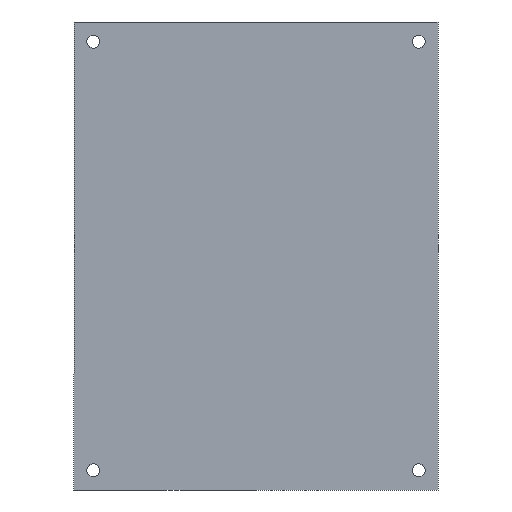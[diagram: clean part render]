
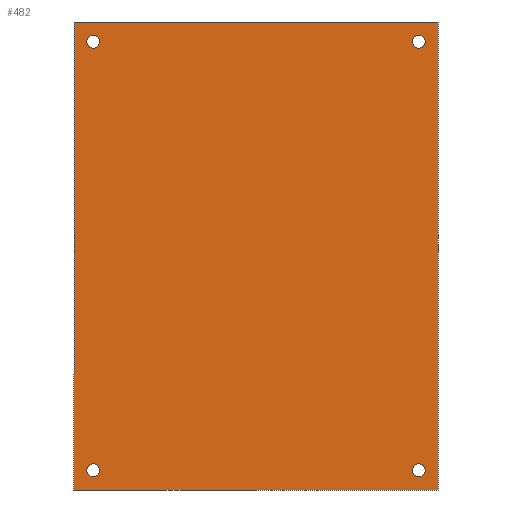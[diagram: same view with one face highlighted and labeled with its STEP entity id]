
A CAD part, front view. The second image highlights one B-rep face of the part: STEP entity #482.
In plain terms, the highlighted planar face has unit normal (0, -1, 0).
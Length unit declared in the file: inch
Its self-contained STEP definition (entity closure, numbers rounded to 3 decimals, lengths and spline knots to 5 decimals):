
#9 = EDGE_CURVE ( 'NONE', #119, #157, #469, .T. ) ;
#22 = LINE ( 'NONE', #288, #281 ) ;
#23 = CIRCLE ( 'NONE', #91, 0.125 ) ;
#27 = EDGE_CURVE ( 'NONE', #207, #362, #485, .T. ) ;
#30 = CARTESIAN_POINT ( 'NONE',  ( 3.13, -0.25, 3.9975 ) ) ;
#45 = FACE_BOUND ( 'NONE', #426, .T. ) ;
#53 = CARTESIAN_POINT ( 'NONE',  ( -3.5, -0.25, -4.5 ) ) ;
#56 = DIRECTION ( 'NONE',  ( 0., 0., 1. ) ) ;
#61 = VECTOR ( 'NONE', #481, 39.37008 ) ;
#65 = CARTESIAN_POINT ( 'NONE',  ( 3.13, -0.25, -3.9975 ) ) ;
#67 = EDGE_CURVE ( 'NONE', #157, #395, #173, .T. ) ;
#73 = PLANE ( 'NONE',  #224 ) ;
#75 = CARTESIAN_POINT ( 'NONE',  ( 3.13, -0.25, -4.2475 ) ) ;
#86 = ORIENTED_EDGE ( 'NONE', *, *, #413, .T. ) ;
#87 = CARTESIAN_POINT ( 'NONE',  ( 3.13, -0.25, 4.1225 ) ) ;
#89 = VERTEX_POINT ( 'NONE', #101 ) ;
#91 = AXIS2_PLACEMENT_3D ( 'NONE', #373, #370, #98 ) ;
#95 = DIRECTION ( 'NONE',  ( 0., 0., 1. ) ) ;
#96 = CARTESIAN_POINT ( 'NONE',  ( -3.13, -0.25, 4.1225 ) ) ;
#97 = CARTESIAN_POINT ( 'NONE',  ( -3.13, -0.25, -4.2475 ) ) ;
#98 = DIRECTION ( 'NONE',  ( 0., 0., 1. ) ) ;
#100 = EDGE_CURVE ( 'NONE', #358, #119, #22, .T. ) ;
#101 = CARTESIAN_POINT ( 'NONE',  ( 3.13, -0.25, 4.2475 ) ) ;
#105 = EDGE_CURVE ( 'NONE', #117, #201, #419, .T. ) ;
#113 = DIRECTION ( 'NONE',  ( 0., 1., 0. ) ) ;
#117 = VERTEX_POINT ( 'NONE', #253 ) ;
#118 = FACE_OUTER_BOUND ( 'NONE', #161, .T. ) ;
#119 = VERTEX_POINT ( 'NONE', #177 ) ;
#121 = EDGE_CURVE ( 'NONE', #395, #358, #294, .T. ) ;
#122 = DIRECTION ( 'NONE',  ( 0., 0., 1. ) ) ;
#134 = CARTESIAN_POINT ( 'NONE',  ( 3.13, -0.25, -4.1225 ) ) ;
#136 = EDGE_CURVE ( 'NONE', #362, #207, #399, .T. ) ;
#139 = CARTESIAN_POINT ( 'NONE',  ( 3.5, -0.25, -4.5 ) ) ;
#143 = ORIENTED_EDGE ( 'NONE', *, *, #100, .F. ) ;
#149 = EDGE_CURVE ( 'NONE', #201, #117, #243, .T. ) ;
#157 = VERTEX_POINT ( 'NONE', #480 ) ;
#161 = EDGE_LOOP ( 'NONE', ( #434, #279, #143, #433 ) ) ;
#167 = EDGE_LOOP ( 'NONE', ( #275, #403 ) ) ;
#173 = LINE ( 'NONE', #139, #61 ) ;
#175 = EDGE_CURVE ( 'NONE', #505, #475, #23, .T. ) ;
#176 = CIRCLE ( 'NONE', #456, 0.125 ) ;
#177 = CARTESIAN_POINT ( 'NONE',  ( 3.5, -0.25, 4.5 ) ) ;
#178 = DIRECTION ( 'NONE',  ( 0., 1., 0. ) ) ;
#180 = AXIS2_PLACEMENT_3D ( 'NONE', #87, #384, #122 ) ;
#199 = AXIS2_PLACEMENT_3D ( 'NONE', #378, #259, #455 ) ;
#201 = VERTEX_POINT ( 'NONE', #489 ) ;
#202 = VERTEX_POINT ( 'NONE', #30 ) ;
#203 = FACE_BOUND ( 'NONE', #167, .T. ) ;
#207 = VERTEX_POINT ( 'NONE', #65 ) ;
#224 = AXIS2_PLACEMENT_3D ( 'NONE', #477, #226, #343 ) ;
#226 = DIRECTION ( 'NONE',  ( 0., 1., 0. ) ) ;
#230 = ORIENTED_EDGE ( 'NONE', *, *, #149, .T. ) ;
#232 = CARTESIAN_POINT ( 'NONE',  ( -3.5, -0.25, -4.5 ) ) ;
#235 = EDGE_LOOP ( 'NONE', ( #385, #230 ) ) ;
#240 = CARTESIAN_POINT ( 'NONE',  ( -3.13, -0.25, -3.9975 ) ) ;
#242 = EDGE_LOOP ( 'NONE', ( #398, #302 ) ) ;
#243 = CIRCLE ( 'NONE', #371, 0.125 ) ;
#248 = DIRECTION ( 'NONE',  ( 0., 1., 0. ) ) ;
#253 = CARTESIAN_POINT ( 'NONE',  ( -3.13, -0.25, 4.2475 ) ) ;
#259 = DIRECTION ( 'NONE',  ( 0., 1., 0. ) ) ;
#261 = VECTOR ( 'NONE', #95, 39.37008 ) ;
#264 = CARTESIAN_POINT ( 'NONE',  ( -3.5, -0.25, 4.5 ) ) ;
#272 = CARTESIAN_POINT ( 'NONE',  ( 3.5, -0.25, -4.5 ) ) ;
#275 = ORIENTED_EDGE ( 'NONE', *, *, #27, .T. ) ;
#279 = ORIENTED_EDGE ( 'NONE', *, *, #9, .F. ) ;
#281 = VECTOR ( 'NONE', #484, 39.37008 ) ;
#288 = CARTESIAN_POINT ( 'NONE',  ( 3.5, -0.25, 4.5 ) ) ;
#290 = DIRECTION ( 'NONE',  ( 0., 1., 0. ) ) ;
#294 = LINE ( 'NONE', #53, #261 ) ;
#299 = EDGE_CURVE ( 'NONE', #202, #89, #498, .T. ) ;
#302 = ORIENTED_EDGE ( 'NONE', *, *, #175, .T. ) ;
#305 = CARTESIAN_POINT ( 'NONE',  ( -3.13, -0.25, -4.1225 ) ) ;
#321 = FACE_BOUND ( 'NONE', #242, .T. ) ;
#322 = ORIENTED_EDGE ( 'NONE', *, *, #299, .T. ) ;
#323 = EDGE_CURVE ( 'NONE', #475, #505, #176, .T. ) ;
#324 = DIRECTION ( 'NONE',  ( 0., 0., 1. ) ) ;
#343 = DIRECTION ( 'NONE',  ( 0., 0., 1. ) ) ;
#347 = AXIS2_PLACEMENT_3D ( 'NONE', #134, #290, #324 ) ;
#348 = CIRCLE ( 'NONE', #180, 0.125 ) ;
#349 = FACE_BOUND ( 'NONE', #235, .T. ) ;
#358 = VERTEX_POINT ( 'NONE', #264 ) ;
#362 = VERTEX_POINT ( 'NONE', #75 ) ;
#370 = DIRECTION ( 'NONE',  ( 0., 1., 0. ) ) ;
#371 = AXIS2_PLACEMENT_3D ( 'NONE', #449, #178, #447 ) ;
#373 = CARTESIAN_POINT ( 'NONE',  ( -3.13, -0.25, -4.1225 ) ) ;
#378 = CARTESIAN_POINT ( 'NONE',  ( 3.13, -0.25, 4.1225 ) ) ;
#384 = DIRECTION ( 'NONE',  ( 0., 1., 0. ) ) ;
#385 = ORIENTED_EDGE ( 'NONE', *, *, #105, .T. ) ;
#395 = VERTEX_POINT ( 'NONE', #232 ) ;
#396 = AXIS2_PLACEMENT_3D ( 'NONE', #486, #248, #56 ) ;
#398 = ORIENTED_EDGE ( 'NONE', *, *, #323, .T. ) ;
#399 = CIRCLE ( 'NONE', #347, 0.125 ) ;
#403 = ORIENTED_EDGE ( 'NONE', *, *, #136, .T. ) ;
#413 = EDGE_CURVE ( 'NONE', #89, #202, #348, .T. ) ;
#419 = CIRCLE ( 'NONE', #441, 0.125 ) ;
#426 = EDGE_LOOP ( 'NONE', ( #86, #322 ) ) ;
#431 = DIRECTION ( 'NONE',  ( 0., 0., -1. ) ) ;
#433 = ORIENTED_EDGE ( 'NONE', *, *, #121, .F. ) ;
#434 = ORIENTED_EDGE ( 'NONE', *, *, #67, .F. ) ;
#441 = AXIS2_PLACEMENT_3D ( 'NONE', #96, #488, #445 ) ;
#445 = DIRECTION ( 'NONE',  ( 0., 0., 1. ) ) ;
#447 = DIRECTION ( 'NONE',  ( 0., 0., 1. ) ) ;
#449 = CARTESIAN_POINT ( 'NONE',  ( -3.13, -0.25, 4.1225 ) ) ;
#455 = DIRECTION ( 'NONE',  ( 0., 0., 1. ) ) ;
#456 = AXIS2_PLACEMENT_3D ( 'NONE', #305, #113, #506 ) ;
#469 = LINE ( 'NONE', #272, #499 ) ;
#475 = VERTEX_POINT ( 'NONE', #240 ) ;
#477 = CARTESIAN_POINT ( 'NONE',  ( -3.5, -0.25, -4.5 ) ) ;
#480 = CARTESIAN_POINT ( 'NONE',  ( 3.5, -0.25, -4.5 ) ) ;
#481 = DIRECTION ( 'NONE',  ( -1., 0., 0. ) ) ;
#482 = ADVANCED_FACE ( 'NONE', ( #45, #349, #203, #321, #118 ), #73, .F. ) ;
#484 = DIRECTION ( 'NONE',  ( 1., 0., 0. ) ) ;
#485 = CIRCLE ( 'NONE', #396, 0.125 ) ;
#486 = CARTESIAN_POINT ( 'NONE',  ( 3.13, -0.25, -4.1225 ) ) ;
#488 = DIRECTION ( 'NONE',  ( 0., 1., 0. ) ) ;
#489 = CARTESIAN_POINT ( 'NONE',  ( -3.13, -0.25, 3.9975 ) ) ;
#498 = CIRCLE ( 'NONE', #199, 0.125 ) ;
#499 = VECTOR ( 'NONE', #431, 39.37008 ) ;
#505 = VERTEX_POINT ( 'NONE', #97 ) ;
#506 = DIRECTION ( 'NONE',  ( 0., 0., 1. ) ) ;
